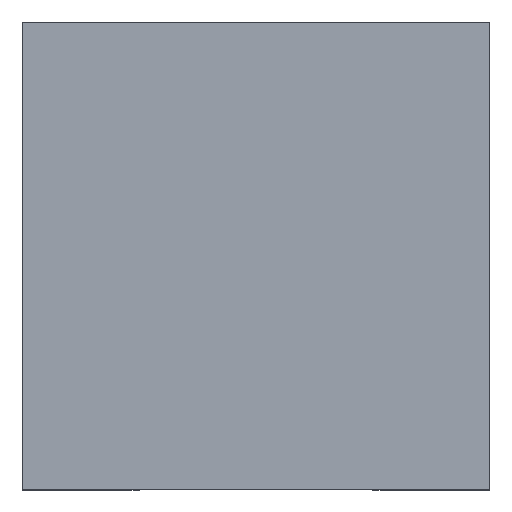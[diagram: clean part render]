
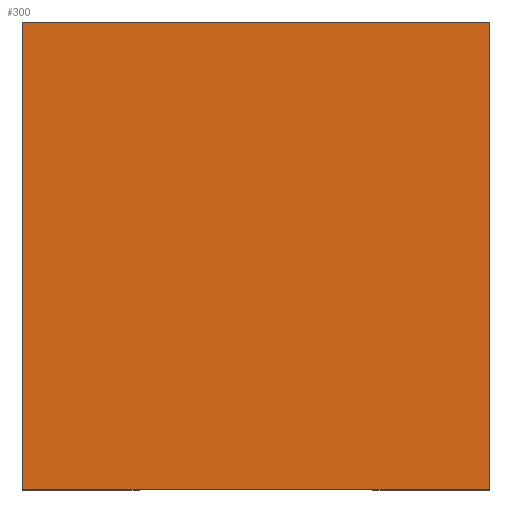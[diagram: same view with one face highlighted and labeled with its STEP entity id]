
A CAD part, top view. The second image highlights one B-rep face of the part: STEP entity #300.
In plain terms, the highlighted planar face has unit normal (0, 0, 1).
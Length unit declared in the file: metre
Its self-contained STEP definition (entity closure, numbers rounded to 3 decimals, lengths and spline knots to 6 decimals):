
#154 = EDGE_CURVE( '', #383, #384, #385, .T. );
#198 = EDGE_CURVE( '', #452, #384, #453, .T. );
#216 = EDGE_CURVE( '', #415, #383, #476, .T. );
#242 = EDGE_CURVE( '', #415, #452, #509, .T. );
#300 = ADVANCED_FACE( '', ( #579 ), #580, .T. );
#383 = VERTEX_POINT( '', #681 );
#384 = VERTEX_POINT( '', #682 );
#385 = LINE( '', #683, #684 );
#415 = VERTEX_POINT( '', #721 );
#452 = VERTEX_POINT( '', #774 );
#453 = LINE( '', #775, #776 );
#476 = LINE( '', #812, #813 );
#509 = LINE( '', #863, #864 );
#579 = FACE_OUTER_BOUND( '', #970, .T. );
#580 = PLANE( '', #971 );
#681 = CARTESIAN_POINT( '', ( 0.0005, 0.0005, 0.00025 ) );
#682 = CARTESIAN_POINT( '', ( 0.0005, -0.0005, 0.00025 ) );
#683 = CARTESIAN_POINT( '', ( 0.0005, 0.000375, 0.00025 ) );
#684 = VECTOR( '', #1004, 1. );
#721 = CARTESIAN_POINT( '', ( -0.0005, 0.0005, 0.00025 ) );
#774 = CARTESIAN_POINT( '', ( -0.0005, -0.0005, 0.00025 ) );
#775 = CARTESIAN_POINT( '', ( 0., -0.0005, 0.00025 ) );
#776 = VECTOR( '', #1096, 1. );
#812 = CARTESIAN_POINT( '', ( 0.000375, 0.0005, 0.00025 ) );
#813 = VECTOR( '', #1119, 1. );
#863 = CARTESIAN_POINT( '', ( -0.0005, 0.000375, 0.00025 ) );
#864 = VECTOR( '', #1160, 1. );
#970 = EDGE_LOOP( '', ( #1260, #1261, #1262, #1263 ) );
#971 = AXIS2_PLACEMENT_3D( '', #1264, #1265, #1266 );
#1004 = DIRECTION( '', ( 0., -1., 0. ) );
#1096 = DIRECTION( '', ( 1., 0., 0. ) );
#1119 = DIRECTION( '', ( 1., 0., 0. ) );
#1160 = DIRECTION( '', ( 0., -1., 0. ) );
#1260 = ORIENTED_EDGE( '', *, *, #216, .F. );
#1261 = ORIENTED_EDGE( '', *, *, #242, .T. );
#1262 = ORIENTED_EDGE( '', *, *, #198, .T. );
#1263 = ORIENTED_EDGE( '', *, *, #154, .F. );
#1264 = CARTESIAN_POINT( '', ( 0., 0., 0.00025 ) );
#1265 = DIRECTION( '', ( 0., 0., 1. ) );
#1266 = DIRECTION( '', ( 1., 0., 0. ) );
